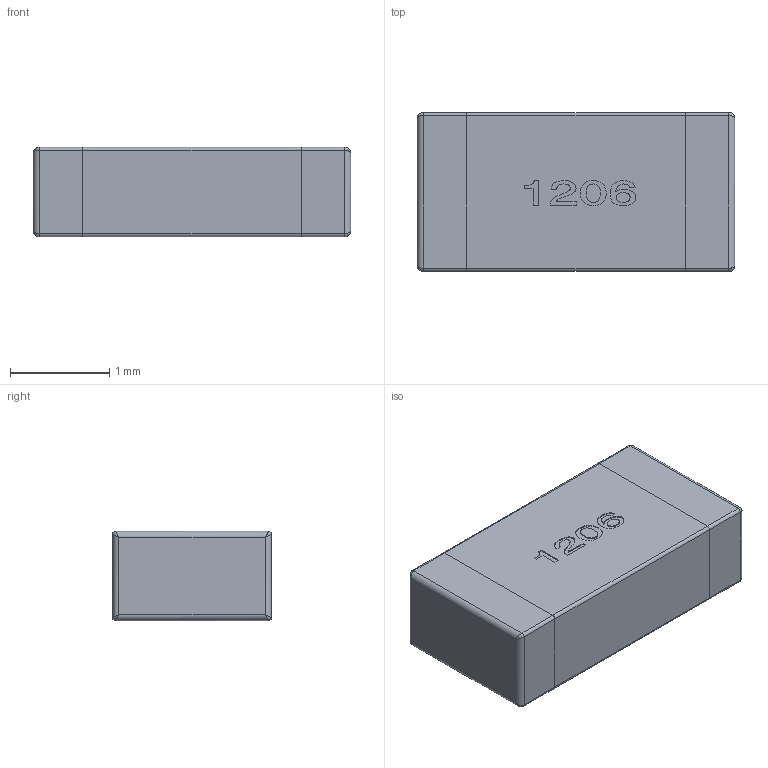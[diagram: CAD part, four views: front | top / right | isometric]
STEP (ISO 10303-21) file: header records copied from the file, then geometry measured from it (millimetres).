
FILE_DESCRIPTION (( 'STEP AP214' ), '1' );
FILE_NAME ('17.STEP', '2017-05-26T15:41:44', ( 'Charjie' ), ( 'Microsoft' ), 'SwSTEP 2.0', 'SolidWorks 2014', '' );
FILE_SCHEMA (( 'AUTOMOTIVE_DESIGN' ));
Length unit declared in the file: millimetre
Products named in the file (4): 17; 1206; Designator96
Assembly tree (3 placements, depth 4):
  17
    Designator96
      1206
        1206
Bounding box: 3.2 x 1.6 x 0.9 mm (x, y, z)
Volume: 4.6 mm3; surface area: 24.3 mm2
Topology: 3 solids, 3 shells, 96 faces, 236 edges, 144 vertices
Faces by surface type: bspline 39, plane 37, cylinder 20
Entity records: 5959 total; most frequent: CARTESIAN_POINT 2822, ORIENTED_EDGE 456, DIRECTION 304, EDGE_CURVE 228, VERTEX_POINT 144, VECTOR 126, LINE 126, UNCERTAINTY_MEASURE_WITH_UNIT 104
